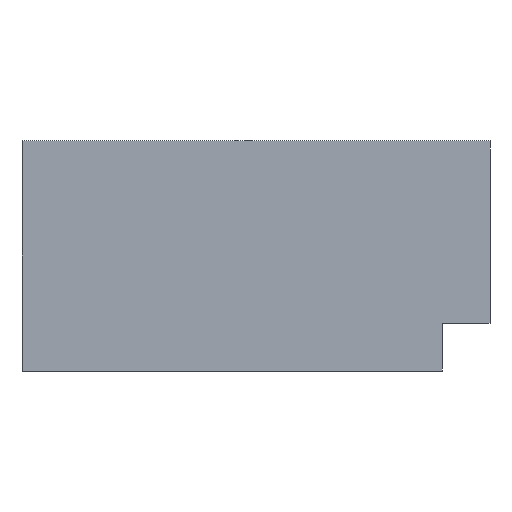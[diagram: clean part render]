
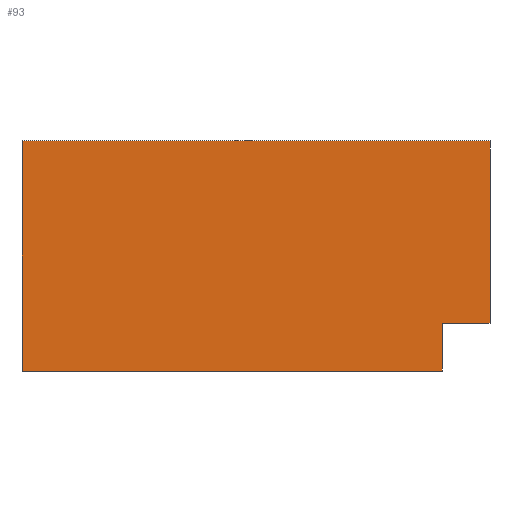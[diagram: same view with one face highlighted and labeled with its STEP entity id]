
A CAD part, front view. The second image highlights one B-rep face of the part: STEP entity #93.
In plain terms, the highlighted planar face has unit normal (0, -1, 0).
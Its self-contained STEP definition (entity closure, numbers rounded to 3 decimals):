
#9 = EDGE_CURVE ( 'NONE', #100, #81, #120, .T. ) ;
#15 = VECTOR ( 'NONE', #163, 1000. ) ;
#16 = VERTEX_POINT ( 'NONE', #40 ) ;
#20 = EDGE_CURVE ( 'NONE', #100, #180, #60, .T. ) ;
#23 = CARTESIAN_POINT ( 'NONE',  ( 590., 0., 0. ) ) ;
#24 = VECTOR ( 'NONE', #171, 1000. ) ;
#25 = CARTESIAN_POINT ( 'NONE',  ( 0., 0., 0. ) ) ;
#29 = EDGE_CURVE ( 'NONE', #81, #16, #213, .T. ) ;
#30 = CARTESIAN_POINT ( 'NONE',  ( 530., 0., -230. ) ) ;
#33 = VERTEX_POINT ( 'NONE', #249 ) ;
#38 = CARTESIAN_POINT ( 'NONE',  ( 0., 0., 0. ) ) ;
#40 = CARTESIAN_POINT ( 'NONE',  ( 590., 0., -230. ) ) ;
#44 = VECTOR ( 'NONE', #69, 1000. ) ;
#46 = CARTESIAN_POINT ( 'NONE',  ( 0., 0., 0. ) ) ;
#48 = VECTOR ( 'NONE', #112, 1000. ) ;
#59 = EDGE_LOOP ( 'NONE', ( #220, #164, #210, #76, #225, #240 ) ) ;
#60 = LINE ( 'NONE', #38, #44 ) ;
#69 = DIRECTION ( 'NONE',  ( 0., 0., -1. ) ) ;
#76 = ORIENTED_EDGE ( 'NONE', *, *, #29, .F. ) ;
#81 = VERTEX_POINT ( 'NONE', #151 ) ;
#89 = DIRECTION ( 'NONE',  ( 0., 0., -1. ) ) ;
#93 = ADVANCED_FACE ( 'NONE', ( #215 ), #246, .F. ) ;
#100 = VERTEX_POINT ( 'NONE', #25 ) ;
#112 = DIRECTION ( 'NONE',  ( 1., 0., 0. ) ) ;
#120 = LINE ( 'NONE', #209, #184 ) ;
#141 = CARTESIAN_POINT ( 'NONE',  ( 530., 0., -290. ) ) ;
#146 = LINE ( 'NONE', #141, #15 ) ;
#147 = EDGE_CURVE ( 'NONE', #180, #33, #211, .T. ) ;
#150 = CARTESIAN_POINT ( 'NONE',  ( 0., 0., -290. ) ) ;
#151 = CARTESIAN_POINT ( 'NONE',  ( 590., 0., 0. ) ) ;
#163 = DIRECTION ( 'NONE',  ( 0., 0., -1. ) ) ;
#164 = ORIENTED_EDGE ( 'NONE', *, *, #264, .F. ) ;
#171 = DIRECTION ( 'NONE',  ( -1., 0., 0. ) ) ;
#174 = CARTESIAN_POINT ( 'NONE',  ( 0., 0., -290. ) ) ;
#180 = VERTEX_POINT ( 'NONE', #174 ) ;
#184 = VECTOR ( 'NONE', #243, 1000. ) ;
#186 = EDGE_CURVE ( 'NONE', #16, #217, #191, .T. ) ;
#190 = DIRECTION ( 'NONE',  ( 0., 1., 0. ) ) ;
#191 = LINE ( 'NONE', #268, #24 ) ;
#209 = CARTESIAN_POINT ( 'NONE',  ( 0., 0., 0. ) ) ;
#210 = ORIENTED_EDGE ( 'NONE', *, *, #186, .F. ) ;
#211 = LINE ( 'NONE', #150, #48 ) ;
#213 = LINE ( 'NONE', #23, #222 ) ;
#215 = FACE_OUTER_BOUND ( 'NONE', #59, .T. ) ;
#217 = VERTEX_POINT ( 'NONE', #30 ) ;
#220 = ORIENTED_EDGE ( 'NONE', *, *, #147, .T. ) ;
#222 = VECTOR ( 'NONE', #89, 1000. ) ;
#225 = ORIENTED_EDGE ( 'NONE', *, *, #9, .F. ) ;
#231 = DIRECTION ( 'NONE',  ( 0., 0., 1. ) ) ;
#240 = ORIENTED_EDGE ( 'NONE', *, *, #20, .T. ) ;
#242 = AXIS2_PLACEMENT_3D ( 'NONE', #46, #190, #231 ) ;
#243 = DIRECTION ( 'NONE',  ( 1., 0., 0. ) ) ;
#246 = PLANE ( 'NONE',  #242 ) ;
#249 = CARTESIAN_POINT ( 'NONE',  ( 530., 0., -290. ) ) ;
#264 = EDGE_CURVE ( 'NONE', #217, #33, #146, .T. ) ;
#268 = CARTESIAN_POINT ( 'NONE',  ( 590., 0., -230. ) ) ;
